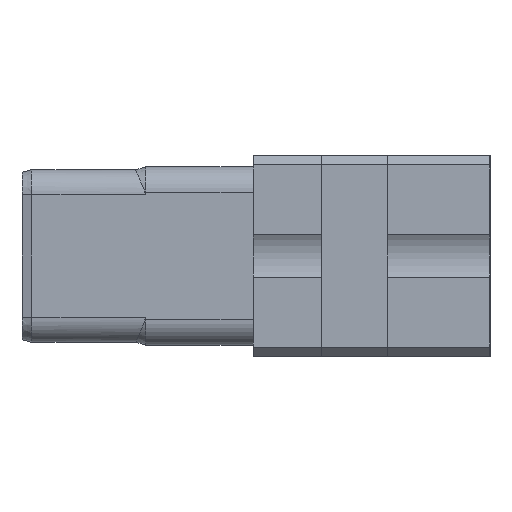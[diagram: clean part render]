
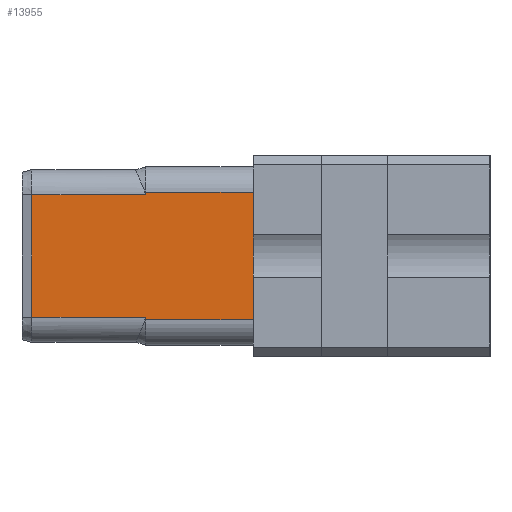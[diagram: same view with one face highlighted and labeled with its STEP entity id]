
A CAD part, left-side view. The second image highlights one B-rep face of the part: STEP entity #13955.
In plain terms, the highlighted planar face has unit normal (-1, 0, 0).
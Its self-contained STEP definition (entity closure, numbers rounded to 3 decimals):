
#242=DIRECTION('',(0.,0.,1.));
#243=VECTOR('',#242,9.61);
#244=CARTESIAN_POINT('',(-36.155,0.,-4.805));
#245=LINE('',#244,#243);
#3109=DIRECTION('',(0.,0.,1.));
#3110=VECTOR('',#3109,9.21);
#3111=CARTESIAN_POINT('',(-36.155,16.67,-4.605));
#3112=LINE('',#3111,#3110);
#3208=DIRECTION('',(0.,1.,0.));
#3209=VECTOR('',#3208,8.56);
#3210=CARTESIAN_POINT('',(-36.155,8.11,4.605));
#3211=LINE('',#3210,#3209);
#3212=DIRECTION('',(0.,0.,1.));
#3213=VECTOR('',#3212,0.2);
#3214=CARTESIAN_POINT('',(-36.155,8.11,
-4.805));
#3215=LINE('',#3214,#3213);
#3216=DIRECTION('',(0.,1.,0.));
#3217=VECTOR('',#3216,8.56);
#3218=CARTESIAN_POINT('',(-36.155,8.11,-4.605));
#3219=LINE('',#3218,#3217);
#3220=DIRECTION('',(0.,0.,1.));
#3221=VECTOR('',#3220,0.2);
#3222=CARTESIAN_POINT('',(-36.155,8.11,4.605));
#3223=LINE('',#3222,#3221);
#3293=DIRECTION('',(0.,1.,0.));
#3294=VECTOR('',#3293,8.11);
#3295=CARTESIAN_POINT('',(-36.155,0.,-4.805));
#3296=LINE('',#3295,#3294);
#3399=DIRECTION('',(0.,1.,0.));
#3400=VECTOR('',#3399,8.11);
#3401=CARTESIAN_POINT('',(-36.155,0.,4.805));
#3402=LINE('',#3401,#3400);
#7915=CARTESIAN_POINT('',(-36.155,0.,-4.805));
#7917=VERTEX_POINT('',#7915);
#7920=CARTESIAN_POINT('',(-36.155,0.,4.805));
#7922=VERTEX_POINT('',#7920);
#8789=CARTESIAN_POINT('',(-36.155,16.67,4.605));
#8790=VERTEX_POINT('',#8789);
#8793=CARTESIAN_POINT('',(-36.155,16.67,-4.605));
#8794=VERTEX_POINT('',#8793);
#8805=CARTESIAN_POINT('',(-36.155,8.11,4.605));
#8806=VERTEX_POINT('',#8805);
#8807=CARTESIAN_POINT('',(-36.155,8.11,-4.605));
#8808=VERTEX_POINT('',#8807);
#10179=CARTESIAN_POINT('',(-36.155,8.11,-4.805));
#10180=VERTEX_POINT('',#10179);
#10181=CARTESIAN_POINT('',(-36.155,8.11,4.805));
#10183=VERTEX_POINT('',#10181);
#13935=CARTESIAN_POINT('',(-36.155,0.,-6.705));
#13936=DIRECTION('',(-1.,0.,0.));
#13937=DIRECTION('',(0.,0.,1.));
#13938=AXIS2_PLACEMENT_3D('',#13935,#13936,#13937);
#13939=PLANE('',#13938);
#13941=ORIENTED_EDGE('',*,*,#13940,.T.);
#13943=ORIENTED_EDGE('',*,*,#13942,.T.);
#13944=ORIENTED_EDGE('',*,*,#13780,.T.);
#13945=ORIENTED_EDGE('',*,*,#13924,.F.);
#13947=ORIENTED_EDGE('',*,*,#13946,.T.);
#13949=ORIENTED_EDGE('',*,*,#13948,.F.);
#13950=ORIENTED_EDGE('',*,*,#10553,.F.);
#13952=ORIENTED_EDGE('',*,*,#13951,.T.);
#13953=EDGE_LOOP('',(#13941,#13943,#13944,#13945,#13947,#13949,#13950,#13952));
#13954=FACE_OUTER_BOUND('',#13953,.F.);
#13955=ADVANCED_FACE('',(#13954),#13939,.T.);
#10553=EDGE_CURVE('',#7917,#7922,#245,.T.);
#13780=EDGE_CURVE('',#8794,#8790,#3112,.T.);
#13924=EDGE_CURVE('',#8806,#8790,#3211,.T.);
#13940=EDGE_CURVE('',#10180,#8808,#3215,.T.);
#13942=EDGE_CURVE('',#8808,#8794,#3219,.T.);
#13946=EDGE_CURVE('',#8806,#10183,#3223,.T.);
#13948=EDGE_CURVE('',#7922,#10183,#3402,.T.);
#13951=EDGE_CURVE('',#7917,#10180,#3296,.T.);
